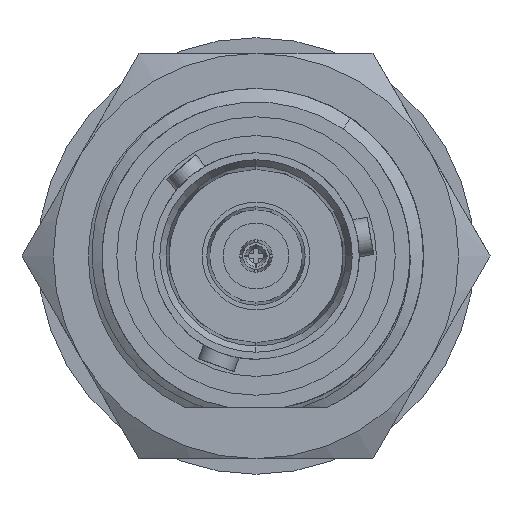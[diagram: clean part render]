
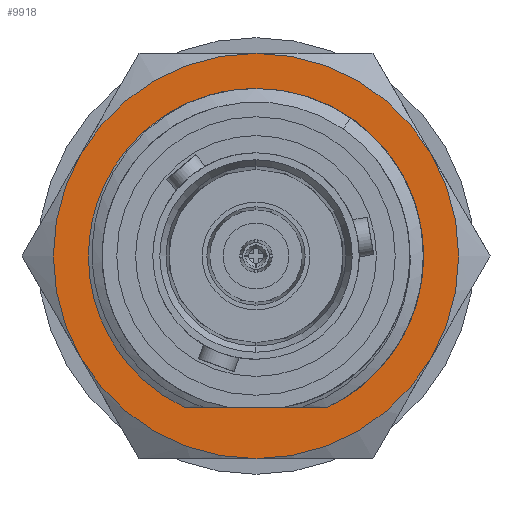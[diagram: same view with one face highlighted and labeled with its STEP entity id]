
A CAD part, left-side view. The second image highlights one B-rep face of the part: STEP entity #9918.
In plain terms, the highlighted face is planar.
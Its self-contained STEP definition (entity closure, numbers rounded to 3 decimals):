
#208 = VERTEX_POINT ( 'NONE', #12455 ) ;
#868 = DIRECTION ( 'NONE',  ( 0., 0., 1. ) ) ;
#1056 = CARTESIAN_POINT ( 'NONE',  ( 1.25, 0., 0. ) ) ;
#1389 = EDGE_LOOP ( 'NONE', ( #7516, #11041, #17487, #6139, #5808, #19301 ) ) ;
#1403 = CARTESIAN_POINT ( 'NONE',  ( 1.25, 1.022, -7.059 ) ) ;
#1909 = EDGE_CURVE ( 'NONE', #208, #2628, #16134, .T. ) ;
#2351 = DIRECTION ( 'NONE',  ( -1., 0., 0. ) ) ;
#2628 = VERTEX_POINT ( 'NONE', #7429 ) ;
#3091 = DIRECTION ( 'NONE',  ( -1., 0., 0. ) ) ;
#3127 = CARTESIAN_POINT ( 'NONE',  ( 1.25, 0.217, -7.114 ) ) ;
#3480 = CARTESIAN_POINT ( 'NONE',  ( 1.25, -2.158, -6.798 ) ) ;
#3783 = B_SPLINE_CURVE_WITH_KNOTS ( 'NONE', 3,
 ( #8698, #11677, #17018, #15309, #1403, #3127, #13386, #20319, #6765, #13616, #3480, #15197 ),
 .UNSPECIFIED., .F., .F.,
 ( 4, 2, 2, 2, 2, 4 ),
 ( 0., 0.002, 0.003, 0.004, 0.005, 0.006 ),
 .UNSPECIFIED. ) ;
#4033 = CIRCLE ( 'NONE', #21131, 9.525 ) ;
#4480 = DIRECTION ( 'NONE',  ( -1., 0., 0. ) ) ;
#4706 = EDGE_CURVE ( 'NONE', #2628, #13089, #4033, .T. ) ;
#4760 = DIRECTION ( 'NONE',  ( 0., 0., 1. ) ) ;
#5426 = EDGE_CURVE ( 'NONE', #13397, #11553, #6954, .T. ) ;
#5808 = ORIENTED_EDGE ( 'NONE', *, *, #5426, .F. ) ;
#5829 = AXIS2_PLACEMENT_3D ( 'NONE', #18401, #2351, #9738 ) ;
#5833 = FACE_OUTER_BOUND ( 'NONE', #1389, .T. ) ;
#5876 = AXIS2_PLACEMENT_3D ( 'NONE', #18471, #3091, #6390 ) ;
#6139 = ORIENTED_EDGE ( 'NONE', *, *, #7815, .F. ) ;
#6253 = DIRECTION ( 'NONE',  ( -1., 0., 0. ) ) ;
#6390 = DIRECTION ( 'NONE',  ( 0., 0., 1. ) ) ;
#6461 = CARTESIAN_POINT ( 'NONE',  ( 1.25, 0., 0. ) ) ;
#6529 = CARTESIAN_POINT ( 'NONE',  ( 1.25, -2.658, -6.596 ) ) ;
#6545 = ORIENTED_EDGE ( 'NONE', *, *, #7410, .T. ) ;
#6691 = CARTESIAN_POINT ( 'NONE',  ( 1.25, 0., 0. ) ) ;
#6765 = CARTESIAN_POINT ( 'NONE',  ( 1.25, -0.848, -7.066 ) ) ;
#6954 = CIRCLE ( 'NONE', #5876, 9.525 ) ;
#7287 = CIRCLE ( 'NONE', #5829, 7.112 ) ;
#7410 = EDGE_CURVE ( 'NONE', #21269, #16177, #3783, .T. ) ;
#7429 = CARTESIAN_POINT ( 'NONE',  ( 1.25, 8.249, -4.763 ) ) ;
#7516 = ORIENTED_EDGE ( 'NONE', *, *, #21341, .F. ) ;
#7815 = EDGE_CURVE ( 'NONE', #11553, #208, #14786, .T. ) ;
#7846 = CARTESIAN_POINT ( 'NONE',  ( 1.25, 0., 0. ) ) ;
#8698 = CARTESIAN_POINT ( 'NONE',  ( 1.25, 3.539, -6.169 ) ) ;
#9017 = FACE_BOUND ( 'NONE', #10409, .T. ) ;
#9236 = DIRECTION ( 'NONE',  ( 0., 0., -1. ) ) ;
#9549 = DIRECTION ( 'NONE',  ( 0., 0., 1. ) ) ;
#9738 = DIRECTION ( 'NONE',  ( 0., 0., 1. ) ) ;
#9761 = AXIS2_PLACEMENT_3D ( 'NONE', #12783, #12565, #9236 ) ;
#9918 = ADVANCED_FACE ( 'NONE', ( #9017, #5833 ), #14602, .T. ) ;
#10409 = EDGE_LOOP ( 'NONE', ( #6545, #16863 ) ) ;
#10788 = AXIS2_PLACEMENT_3D ( 'NONE', #1056, #4480, #14746 ) ;
#11041 = ORIENTED_EDGE ( 'NONE', *, *, #4706, .F. ) ;
#11553 = VERTEX_POINT ( 'NONE', #19073 ) ;
#11677 = CARTESIAN_POINT ( 'NONE',  ( 1.25, 3.071, -6.437 ) ) ;
#12455 = CARTESIAN_POINT ( 'NONE',  ( 1.25, 8.249, 4.762 ) ) ;
#12565 = DIRECTION ( 'NONE',  ( 1., 0., 0. ) ) ;
#12783 = CARTESIAN_POINT ( 'NONE',  ( 1.25, 0., 0. ) ) ;
#13089 = VERTEX_POINT ( 'NONE', #18814 ) ;
#13386 = CARTESIAN_POINT ( 'NONE',  ( 1.25, -0.052, -7.117 ) ) ;
#13397 = VERTEX_POINT ( 'NONE', #17781 ) ;
#13426 = DIRECTION ( 'NONE',  ( -1., 0., 0. ) ) ;
#13616 = CARTESIAN_POINT ( 'NONE',  ( 1.25, -1.636, -6.942 ) ) ;
#14602 = PLANE ( 'NONE',  #9761 ) ;
#14611 = AXIS2_PLACEMENT_3D ( 'NONE', #6461, #13426, #9549 ) ;
#14746 = DIRECTION ( 'NONE',  ( 0., 0., 1. ) ) ;
#14773 = CARTESIAN_POINT ( 'NONE',  ( 1.25, 0., 0. ) ) ;
#14786 = CIRCLE ( 'NONE', #10788, 9.525 ) ;
#15197 = CARTESIAN_POINT ( 'NONE',  ( 1.25, -2.658, -6.596 ) ) ;
#15309 = CARTESIAN_POINT ( 'NONE',  ( 1.25, 1.547, -6.962 ) ) ;
#15739 = CIRCLE ( 'NONE', #20826, 9.525 ) ;
#16134 = CIRCLE ( 'NONE', #16508, 9.525 ) ;
#16177 = VERTEX_POINT ( 'NONE', #6529 ) ;
#16508 = AXIS2_PLACEMENT_3D ( 'NONE', #7846, #6253, #21748 ) ;
#16652 = EDGE_CURVE ( 'NONE', #16177, #21269, #7287, .T. ) ;
#16798 = DIRECTION ( 'NONE',  ( -1., 0., 0. ) ) ;
#16863 = ORIENTED_EDGE ( 'NONE', *, *, #16652, .T. ) ;
#17018 = CARTESIAN_POINT ( 'NONE',  ( 1.25, 2.573, -6.652 ) ) ;
#17487 = ORIENTED_EDGE ( 'NONE', *, *, #1909, .F. ) ;
#17781 = CARTESIAN_POINT ( 'NONE',  ( 1.25, -8.249, 4.762 ) ) ;
#17860 = VERTEX_POINT ( 'NONE', #20436 ) ;
#18401 = CARTESIAN_POINT ( 'NONE',  ( 1.25, 0., 0. ) ) ;
#18471 = CARTESIAN_POINT ( 'NONE',  ( 1.25, 0., 0. ) ) ;
#18814 = CARTESIAN_POINT ( 'NONE',  ( 1.25, 0., -9.525 ) ) ;
#18977 = CIRCLE ( 'NONE', #14611, 9.525 ) ;
#19073 = CARTESIAN_POINT ( 'NONE',  ( 1.25, 0., 9.525 ) ) ;
#19301 = ORIENTED_EDGE ( 'NONE', *, *, #19641, .F. ) ;
#19641 = EDGE_CURVE ( 'NONE', #17860, #13397, #18977, .T. ) ;
#20319 = CARTESIAN_POINT ( 'NONE',  ( 1.25, -0.584, -7.093 ) ) ;
#20436 = CARTESIAN_POINT ( 'NONE',  ( 1.25, -8.249, -4.763 ) ) ;
#20583 = DIRECTION ( 'NONE',  ( -1., 0., 0. ) ) ;
#20826 = AXIS2_PLACEMENT_3D ( 'NONE', #14773, #16798, #868 ) ;
#21029 = CARTESIAN_POINT ( 'NONE',  ( 1.25, 3.539, -6.169 ) ) ;
#21131 = AXIS2_PLACEMENT_3D ( 'NONE', #6691, #20583, #4760 ) ;
#21269 = VERTEX_POINT ( 'NONE', #21029 ) ;
#21341 = EDGE_CURVE ( 'NONE', #13089, #17860, #15739, .T. ) ;
#21748 = DIRECTION ( 'NONE',  ( 0., 0., 1. ) ) ;
